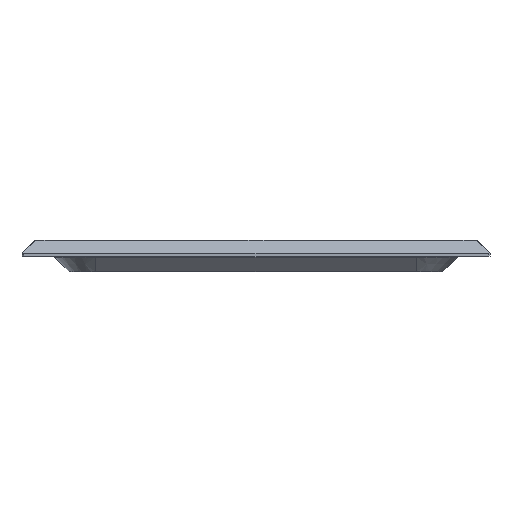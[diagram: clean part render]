
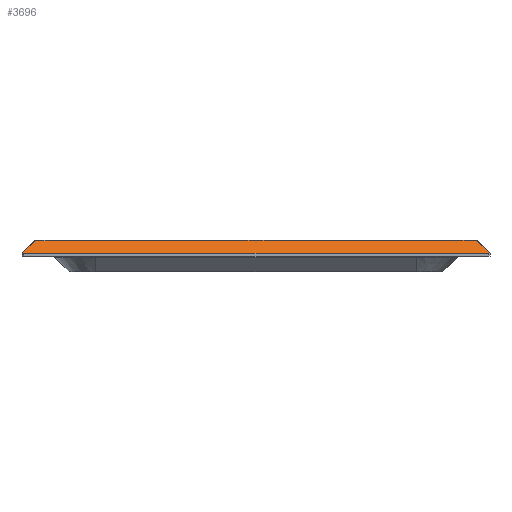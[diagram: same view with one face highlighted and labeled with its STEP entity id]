
A CAD part, front view. The second image highlights one B-rep face of the part: STEP entity #3696.
In plain terms, the highlighted planar face has unit normal (0, -0.707, 0.707).
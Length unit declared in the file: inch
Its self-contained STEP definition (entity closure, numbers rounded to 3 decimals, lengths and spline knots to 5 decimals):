
#136 = LINE ( 'NONE', #1025, #8060 ) ;
#316 = CARTESIAN_POINT ( 'NONE',  ( 4.19, -4.19, 0.3 ) ) ;
#321 = ORIENTED_EDGE ( 'NONE', *, *, #2334, .F. ) ;
#351 = LINE ( 'NONE', #9929, #1639 ) ;
#354 = VECTOR ( 'NONE', #6804, 39.37008 ) ;
#355 = CARTESIAN_POINT ( 'NONE',  ( -0.07563, -4.19, 0.3 ) ) ;
#357 = CARTESIAN_POINT ( 'NONE',  ( -3.92437, -4.19, 0.3 ) ) ;
#380 = CARTESIAN_POINT ( 'NONE',  ( 4.44, -4.19, 0.3 ) ) ;
#399 = EDGE_CURVE ( 'NONE', #1034, #7208, #8297, .T. ) ;
#402 = ORIENTED_EDGE ( 'NONE', *, *, #9755, .F. ) ;
#462 = DIRECTION ( 'NONE',  ( -1., 0., 0. ) ) ;
#644 = ORIENTED_EDGE ( 'NONE', *, *, #1459, .F. ) ;
#1025 = CARTESIAN_POINT ( 'NONE',  ( -3.10667, -5.74333, -1.25333 ) ) ;
#1034 = VERTEX_POINT ( 'NONE', #3685 ) ;
#1099 = CARTESIAN_POINT ( 'NONE',  ( -4.07563, -4.19, 0.3 ) ) ;
#1111 = VECTOR ( 'NONE', #7303, 39.37008 ) ;
#1333 = DIRECTION ( 'NONE',  ( 1., 0., 0. ) ) ;
#1459 = EDGE_CURVE ( 'NONE', #4525, #8743, #351, .T. ) ;
#1550 = CARTESIAN_POINT ( 'NONE',  ( 4.425, -4.425, 0.065 ) ) ;
#1639 = VECTOR ( 'NONE', #4394, 39.37008 ) ;
#1847 = CARTESIAN_POINT ( 'NONE',  ( -2.79333, -2.79333, 1.69667 ) ) ;
#1910 = ORIENTED_EDGE ( 'NONE', *, *, #5579, .F. ) ;
#2009 = DIRECTION ( 'NONE',  ( 1., 0., 0. ) ) ;
#2180 = CARTESIAN_POINT ( 'NONE',  ( 0.07563, -4.19, 0.3 ) ) ;
#2270 = DIRECTION ( 'NONE',  ( 0., -0.707, 0.707 ) ) ;
#2294 = EDGE_CURVE ( 'NONE', #8078, #10047, #4397, .T. ) ;
#2334 = EDGE_CURVE ( 'NONE', #4221, #4525, #7600, .T. ) ;
#2991 =( BOUNDED_CURVE ( )  B_SPLINE_CURVE ( 3, ( #1099, #8221, #5824, #357 ),
 .UNSPECIFIED., .F., .T. ) 
 B_SPLINE_CURVE_WITH_KNOTS ( ( 4, 4 ),
 ( 2.76276, 3.52043 ),
 .UNSPECIFIED. ) 
 CURVE ( )  GEOMETRIC_REPRESENTATION_ITEM ( )  RATIONAL_B_SPLINE_CURVE ( ( 1., 0.953, 0.953, 1. ) ) 
 REPRESENTATION_ITEM ( '' )  );
#3053 =( BOUNDED_CURVE ( )  B_SPLINE_CURVE ( 3, ( #4789, #6406, #7384, #4239 ),
 .UNSPECIFIED., .F., .T. ) 
 B_SPLINE_CURVE_WITH_KNOTS ( ( 4, 4 ),
 ( 2.76276, 3.52043 ),
 .UNSPECIFIED. ) 
 CURVE ( )  GEOMETRIC_REPRESENTATION_ITEM ( )  RATIONAL_B_SPLINE_CURVE ( ( 1., 0.953, 0.953, 1. ) ) 
 REPRESENTATION_ITEM ( '' )  );
#3112 = DIRECTION ( 'NONE',  ( -1., 0., 0. ) ) ;
#3402 = VECTOR ( 'NONE', #8762, 39.37008 ) ;
#3448 = ORIENTED_EDGE ( 'NONE', *, *, #2294, .F. ) ;
#3452 = CARTESIAN_POINT ( 'NONE',  ( 4.44, -4.19, 0.3 ) ) ;
#3468 = VERTEX_POINT ( 'NONE', #6647 ) ;
#3530 = ORIENTED_EDGE ( 'NONE', *, *, #6260, .T. ) ;
#3548 = CARTESIAN_POINT ( 'NONE',  ( -0.07563, -4.19, 0.3 ) ) ;
#3571 = ORIENTED_EDGE ( 'NONE', *, *, #6458, .T. ) ;
#3668 = CARTESIAN_POINT ( 'NONE',  ( 0.07563, -4.19, 0.3 ) ) ;
#3685 = CARTESIAN_POINT ( 'NONE',  ( -4.19, -4.19, 0.3 ) ) ;
#3696 = ADVANCED_FACE ( 'NONE', ( #7765 ), #3791, .T. ) ;
#3748 = LINE ( 'NONE', #380, #6393 ) ;
#3780 = VECTOR ( 'NONE', #1333, 39.37008 ) ;
#3791 = PLANE ( 'NONE',  #7936 ) ;
#3935 = ORIENTED_EDGE ( 'NONE', *, *, #8393, .F. ) ;
#3976 = VERTEX_POINT ( 'NONE', #5977 ) ;
#4178 = ORIENTED_EDGE ( 'NONE', *, *, #7391, .F. ) ;
#4221 = VERTEX_POINT ( 'NONE', #3548 ) ;
#4239 = CARTESIAN_POINT ( 'NONE',  ( 4.07563, -4.19, 0.3 ) ) ;
#4291 = CARTESIAN_POINT ( 'NONE',  ( -4.44, -4.44, 0.05 ) ) ;
#4294 = CARTESIAN_POINT ( 'NONE',  ( -3.92437, -4.19, 0.3 ) ) ;
#4394 = DIRECTION ( 'NONE',  ( 1., 0., 0. ) ) ;
#4397 = LINE ( 'NONE', #4291, #8113 ) ;
#4426 = ORIENTED_EDGE ( 'NONE', *, *, #399, .T. ) ;
#4448 = CARTESIAN_POINT ( 'NONE',  ( 0.02646, -4.20957, 0.28043 ) ) ;
#4525 = VERTEX_POINT ( 'NONE', #2180 ) ;
#4789 = CARTESIAN_POINT ( 'NONE',  ( 3.92437, -4.19, 0.3 ) ) ;
#4870 = VERTEX_POINT ( 'NONE', #1550 ) ;
#5179 = LINE ( 'NONE', #3452, #354 ) ;
#5570 = VECTOR ( 'NONE', #8306, 39.37008 ) ;
#5579 = EDGE_CURVE ( 'NONE', #8743, #3468, #3053, .T. ) ;
#5824 = CARTESIAN_POINT ( 'NONE',  ( -3.97354, -4.20957, 0.28043 ) ) ;
#5929 = ORIENTED_EDGE ( 'NONE', *, *, #7724, .F. ) ;
#5977 = CARTESIAN_POINT ( 'NONE',  ( -4.07563, -4.19, 0.3 ) ) ;
#6157 = CARTESIAN_POINT ( 'NONE',  ( -4.425, -4.425, 0.065 ) ) ;
#6260 = EDGE_CURVE ( 'NONE', #7208, #10047, #136, .T. ) ;
#6393 = VECTOR ( 'NONE', #2009, 39.37008 ) ;
#6406 = CARTESIAN_POINT ( 'NONE',  ( 3.97354, -4.20957, 0.28043 ) ) ;
#6458 = EDGE_CURVE ( 'NONE', #8078, #4870, #6682, .T. ) ;
#6605 = EDGE_LOOP ( 'NONE', ( #3448, #3571, #10355, #402, #1910, #644, #321, #4178, #3935, #5929, #4426, #3530 ) ) ;
#6647 = CARTESIAN_POINT ( 'NONE',  ( 4.07563, -4.19, 0.3 ) ) ;
#6682 = LINE ( 'NONE', #8193, #5570 ) ;
#6804 = DIRECTION ( 'NONE',  ( 1., 0., 0. ) ) ;
#7208 = VERTEX_POINT ( 'NONE', #6157 ) ;
#7303 = DIRECTION ( 'NONE',  ( -0.577, -0.577, -0.577 ) ) ;
#7384 = CARTESIAN_POINT ( 'NONE',  ( 4.02646, -4.20957, 0.28043 ) ) ;
#7391 = EDGE_CURVE ( 'NONE', #8206, #4221, #5179, .T. ) ;
#7488 = CARTESIAN_POINT ( 'NONE',  ( -0.02646, -4.20957, 0.28043 ) ) ;
#7600 =( BOUNDED_CURVE ( )  B_SPLINE_CURVE ( 3, ( #355, #7488, #4448, #3668 ),
 .UNSPECIFIED., .F., .T. ) 
 B_SPLINE_CURVE_WITH_KNOTS ( ( 4, 4 ),
 ( 2.76276, 3.52043 ),
 .UNSPECIFIED. ) 
 CURVE ( )  GEOMETRIC_REPRESENTATION_ITEM ( )  RATIONAL_B_SPLINE_CURVE ( ( 1., 0.953, 0.953, 1. ) ) 
 REPRESENTATION_ITEM ( '' )  );
#7724 = EDGE_CURVE ( 'NONE', #1034, #3976, #3748, .T. ) ;
#7765 = FACE_OUTER_BOUND ( 'NONE', #6605, .T. ) ;
#7767 = CARTESIAN_POINT ( 'NONE',  ( -4.41, -4.44, 0.05 ) ) ;
#7916 = CARTESIAN_POINT ( 'NONE',  ( 2.79333, -2.79333, 1.69667 ) ) ;
#7936 = AXIS2_PLACEMENT_3D ( 'NONE', #10266, #2270, #3112 ) ;
#8050 = DIRECTION ( 'NONE',  ( 0.577, -0.577, -0.577 ) ) ;
#8060 = VECTOR ( 'NONE', #8050, 39.37008 ) ;
#8078 = VERTEX_POINT ( 'NONE', #9102 ) ;
#8113 = VECTOR ( 'NONE', #462, 39.37008 ) ;
#8193 = CARTESIAN_POINT ( 'NONE',  ( 3.10667, -5.74333, -1.25333 ) ) ;
#8206 = VERTEX_POINT ( 'NONE', #4294 ) ;
#8221 = CARTESIAN_POINT ( 'NONE',  ( -4.02646, -4.20957, 0.28043 ) ) ;
#8297 = LINE ( 'NONE', #1847, #1111 ) ;
#8306 = DIRECTION ( 'NONE',  ( 0.577, 0.577, 0.577 ) ) ;
#8393 = EDGE_CURVE ( 'NONE', #3976, #8206, #2991, .T. ) ;
#8517 = LINE ( 'NONE', #10125, #3780 ) ;
#8553 = LINE ( 'NONE', #7916, #3402 ) ;
#8743 = VERTEX_POINT ( 'NONE', #9291 ) ;
#8762 = DIRECTION ( 'NONE',  ( 0.577, -0.577, -0.577 ) ) ;
#9102 = CARTESIAN_POINT ( 'NONE',  ( 4.41, -4.44, 0.05 ) ) ;
#9270 = EDGE_CURVE ( 'NONE', #9963, #4870, #8553, .T. ) ;
#9291 = CARTESIAN_POINT ( 'NONE',  ( 3.92437, -4.19, 0.3 ) ) ;
#9755 = EDGE_CURVE ( 'NONE', #3468, #9963, #8517, .T. ) ;
#9929 = CARTESIAN_POINT ( 'NONE',  ( 4.44, -4.19, 0.3 ) ) ;
#9963 = VERTEX_POINT ( 'NONE', #316 ) ;
#10047 = VERTEX_POINT ( 'NONE', #7767 ) ;
#10125 = CARTESIAN_POINT ( 'NONE',  ( 4.44, -4.19, 0.3 ) ) ;
#10266 = CARTESIAN_POINT ( 'NONE',  ( 0., -4.19, 0.3 ) ) ;
#10355 = ORIENTED_EDGE ( 'NONE', *, *, #9270, .F. ) ;
